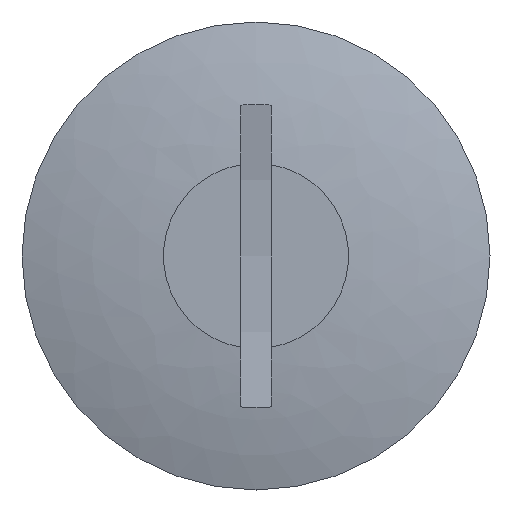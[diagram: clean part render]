
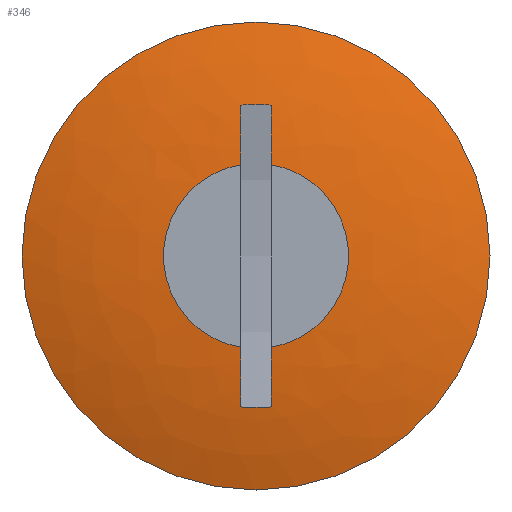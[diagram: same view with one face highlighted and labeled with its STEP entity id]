
A CAD part, left-side view. The second image highlights one B-rep face of the part: STEP entity #346.
In plain terms, the highlighted free-form (B-spline) face has degree [2, 2] with [3, 9] control points.
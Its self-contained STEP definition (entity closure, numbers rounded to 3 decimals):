
#28=(
BOUNDED_CURVE()
B_SPLINE_CURVE(2,(#1225,#1226,#1227),.UNSPECIFIED.,.F.,.F.)
B_SPLINE_CURVE_WITH_KNOTS((3,3),(1.267,1.4),
 .UNSPECIFIED.)
CURVE()
GEOMETRIC_REPRESENTATION_ITEM()
RATIONAL_B_SPLINE_CURVE((1.,0.996,0.997))
REPRESENTATION_ITEM('')
);
#29=(
BOUNDED_SURFACE()
B_SPLINE_SURFACE(2,2,((#1194,#1195,#1196,#1197,#1198,#1199,#1200,#1201,
#1202),(#1203,#1204,#1205,#1206,#1207,#1208,#1209,#1210,#1211),(#1212,#1213,
#1214,#1215,#1216,#1217,#1218,#1219,#1220)),.UNSPECIFIED.,.F.,.T.,.F.)
B_SPLINE_SURFACE_WITH_KNOTS((3,3),(3,2,2,2,3),(-1.493,-1.267),
(-3.142,-1.571,0.,1.571,3.142),
 .UNSPECIFIED.)
GEOMETRIC_REPRESENTATION_ITEM()
RATIONAL_B_SPLINE_SURFACE(((1.,0.707,1.,0.707,1.,
0.707,1.,0.707,1.),(0.994,0.703,
0.994,0.703,0.994,0.703,
0.994,0.703,0.994),(1.,0.707,
1.,0.707,1.,0.707,1.,0.707,1.)))
REPRESENTATION_ITEM('')
SURFACE()
);
#30=ELLIPSE('',#414,131.591,75.88);
#31=ELLIPSE('',#415,131.591,75.88);
#32=ELLIPSE('',#417,131.591,75.88);
#33=ELLIPSE('',#418,131.591,75.88);
#74=FACE_OUTER_BOUND('',#97,.T.);
#97=EDGE_LOOP('',(#282,#283,#284,#285,#286,#287,#288,#289,#290,#291,#292,
#293,#294,#295,#296,#297,#298,#299,#300,#301));
#120=LINE('',#1182,#127);
#121=LINE('',#1183,#128);
#123=LINE('',#1192,#130);
#124=LINE('',#1193,#131);
#127=VECTOR('',#495,10.);
#128=VECTOR('',#496,10.);
#130=VECTOR('',#504,10.);
#131=VECTOR('',#505,10.);
#132=CIRCLE('',#396,22.25);
#133=CIRCLE('',#397,22.25);
#135=CIRCLE('',#399,22.266);
#136=CIRCLE('',#400,22.266);
#143=CIRCLE('',#411,10.3);
#144=CIRCLE('',#412,10.3);
#145=CIRCLE('',#419,15.93);
#146=CIRCLE('',#420,15.93);
#147=CIRCLE('',#421,6.3);
#148=CIRCLE('',#422,6.3);
#158=VERTEX_POINT('',#565);
#159=VERTEX_POINT('',#566);
#160=VERTEX_POINT('',#568);
#161=VERTEX_POINT('',#570);
#162=VERTEX_POINT('',#572);
#163=VERTEX_POINT('',#574);
#164=VERTEX_POINT('',#576);
#174=VERTEX_POINT('',#1171);
#175=VERTEX_POINT('',#1175);
#176=VERTEX_POINT('',#1176);
#177=VERTEX_POINT('',#1178);
#178=VERTEX_POINT('',#1180);
#179=VERTEX_POINT('',#1185);
#180=VERTEX_POINT('',#1186);
#181=VERTEX_POINT('',#1188);
#182=VERTEX_POINT('',#1190);
#183=VERTEX_POINT('',#1221);
#184=VERTEX_POINT('',#1222);
#193=EDGE_CURVE('',#158,#159,#132,.T.);
#195=EDGE_CURVE('',#161,#160,#133,.T.);
#197=EDGE_CURVE('',#163,#162,#135,.T.);
#198=EDGE_CURVE('',#164,#163,#136,.T.);
#213=EDGE_CURVE('',#174,#158,#143,.T.);
#214=EDGE_CURVE('',#160,#174,#144,.T.);
#215=EDGE_CURVE('',#175,#176,#30,.T.);
#217=EDGE_CURVE('',#178,#177,#31,.T.);
#218=EDGE_CURVE('',#159,#178,#120,.T.);
#219=EDGE_CURVE('',#176,#164,#121,.T.);
#220=EDGE_CURVE('',#179,#180,#32,.T.);
#222=EDGE_CURVE('',#182,#181,#33,.T.);
#223=EDGE_CURVE('',#162,#182,#123,.T.);
#224=EDGE_CURVE('',#180,#161,#124,.T.);
#225=EDGE_CURVE('',#183,#184,#145,.T.);
#226=EDGE_CURVE('',#184,#183,#146,.T.);
#227=EDGE_CURVE('',#184,#174,#28,.T.);
#228=EDGE_CURVE('',#177,#175,#147,.T.);
#229=EDGE_CURVE('',#181,#179,#148,.T.);
#282=ORIENTED_EDGE('',*,*,#225,.F.);
#283=ORIENTED_EDGE('',*,*,#226,.F.);
#284=ORIENTED_EDGE('',*,*,#227,.T.);
#285=ORIENTED_EDGE('',*,*,#213,.T.);
#286=ORIENTED_EDGE('',*,*,#193,.T.);
#287=ORIENTED_EDGE('',*,*,#218,.T.);
#288=ORIENTED_EDGE('',*,*,#217,.T.);
#289=ORIENTED_EDGE('',*,*,#228,.T.);
#290=ORIENTED_EDGE('',*,*,#215,.T.);
#291=ORIENTED_EDGE('',*,*,#219,.T.);
#292=ORIENTED_EDGE('',*,*,#198,.T.);
#293=ORIENTED_EDGE('',*,*,#197,.T.);
#294=ORIENTED_EDGE('',*,*,#223,.T.);
#295=ORIENTED_EDGE('',*,*,#222,.T.);
#296=ORIENTED_EDGE('',*,*,#229,.T.);
#297=ORIENTED_EDGE('',*,*,#220,.T.);
#298=ORIENTED_EDGE('',*,*,#224,.T.);
#299=ORIENTED_EDGE('',*,*,#195,.T.);
#300=ORIENTED_EDGE('',*,*,#214,.T.);
#301=ORIENTED_EDGE('',*,*,#227,.F.);
#346=ADVANCED_FACE('',(#74),#29,.F.);
#396=AXIS2_PLACEMENT_3D('',#567,#453,#454);
#397=AXIS2_PLACEMENT_3D('',#571,#456,#457);
#399=AXIS2_PLACEMENT_3D('',#575,#460,#461);
#400=AXIS2_PLACEMENT_3D('',#577,#462,#463);
#411=AXIS2_PLACEMENT_3D('',#1172,#484,#485);
#412=AXIS2_PLACEMENT_3D('',#1173,#486,#487);
#414=AXIS2_PLACEMENT_3D('',#1177,#490,#491);
#415=AXIS2_PLACEMENT_3D('',#1181,#493,#494);
#417=AXIS2_PLACEMENT_3D('',#1187,#499,#500);
#418=AXIS2_PLACEMENT_3D('',#1191,#502,#503);
#419=AXIS2_PLACEMENT_3D('',#1223,#506,#507);
#420=AXIS2_PLACEMENT_3D('',#1224,#508,#509);
#421=AXIS2_PLACEMENT_3D('',#1228,#510,#511);
#422=AXIS2_PLACEMENT_3D('',#1229,#512,#513);
#453=DIRECTION('center_axis',(0.979,0.,0.204));
#454=DIRECTION('ref_axis',(-0.204,-0.047,0.978));
#456=DIRECTION('center_axis',(0.979,0.,0.204));
#457=DIRECTION('ref_axis',(-0.204,0.013,0.979));
#460=DIRECTION('center_axis',(0.979,0.,-0.204));
#461=DIRECTION('ref_axis',(-0.204,0.047,-0.978));
#462=DIRECTION('center_axis',(0.979,0.,-0.204));
#463=DIRECTION('ref_axis',(-0.204,0.,-0.979));
#484=DIRECTION('center_axis',(1.,0.,0.));
#485=DIRECTION('ref_axis',(0.,0.,-1.));
#486=DIRECTION('center_axis',(1.,0.,0.));
#487=DIRECTION('ref_axis',(0.,0.,-1.));
#490=DIRECTION('center_axis',(0.,-1.,0.));
#491=DIRECTION('ref_axis',(0.985,0.,0.17));
#493=DIRECTION('center_axis',(0.,-1.,0.));
#494=DIRECTION('ref_axis',(0.985,0.,-0.17));
#495=DIRECTION('',(-0.169,0.,-0.986));
#496=DIRECTION('',(0.169,0.,-0.986));
#499=DIRECTION('center_axis',(0.,1.,0.));
#500=DIRECTION('ref_axis',(0.985,0.,-0.17));
#502=DIRECTION('center_axis',(0.,1.,0.));
#503=DIRECTION('ref_axis',(0.985,0.,0.17));
#504=DIRECTION('',(-0.169,0.,0.986));
#505=DIRECTION('',(0.169,0.,0.986));
#506=DIRECTION('center_axis',(1.,0.,0.));
#507=DIRECTION('ref_axis',(0.,0.,-1.));
#508=DIRECTION('center_axis',(1.,0.,0.));
#509=DIRECTION('ref_axis',(0.,0.,-1.));
#510=DIRECTION('center_axis',(1.,0.,0.));
#511=DIRECTION('ref_axis',(0.,0.,-1.));
#512=DIRECTION('center_axis',(1.,0.,0.));
#513=DIRECTION('ref_axis',(0.,0.,-1.));
#565=CARTESIAN_POINT('',(-9.5,-0.291,10.296));
#566=CARTESIAN_POINT('',(-9.495,-1.05,10.274));
#567=CARTESIAN_POINT('Origin',(-4.966,-0.001,-11.485));
#568=CARTESIAN_POINT('',(-9.5,0.291,10.296));
#570=CARTESIAN_POINT('',(-9.495,1.05,10.274));
#571=CARTESIAN_POINT('Origin',(-4.966,0.001,-11.485));
#572=CARTESIAN_POINT('',(-9.495,1.05,-10.276));
#574=CARTESIAN_POINT('',(-9.5,0.,-10.3));
#575=CARTESIAN_POINT('Origin',(-4.959,0.,11.498));
#576=CARTESIAN_POINT('',(-9.495,-1.05,-10.276));
#577=CARTESIAN_POINT('Origin',(-4.959,0.,11.498));
#1171=CARTESIAN_POINT('',(-9.5,0.,10.3));
#1172=CARTESIAN_POINT('Origin',(-9.5,0.,0.));
#1173=CARTESIAN_POINT('Origin',(-9.5,0.,0.));
#1175=CARTESIAN_POINT('',(-10.,-1.05,-6.212));
#1176=CARTESIAN_POINT('',(-9.5,-1.05,-10.246));
#1177=CARTESIAN_POINT('Origin',(120.184,-1.05,12.076));
#1178=CARTESIAN_POINT('',(-10.,-1.05,6.212));
#1180=CARTESIAN_POINT('',(-9.5,-1.05,10.246));
#1181=CARTESIAN_POINT('Origin',(120.184,-1.05,-12.076));
#1182=CARTESIAN_POINT('',(-9.495,-1.05,10.274));
#1183=CARTESIAN_POINT('',(-9.5,-1.05,-10.246));
#1185=CARTESIAN_POINT('',(-10.,1.05,6.212));
#1186=CARTESIAN_POINT('',(-9.5,1.05,10.246));
#1187=CARTESIAN_POINT('Origin',(120.184,1.05,-12.076));
#1188=CARTESIAN_POINT('',(-10.,1.05,-6.212));
#1190=CARTESIAN_POINT('',(-9.5,1.05,-10.246));
#1191=CARTESIAN_POINT('Origin',(120.184,1.05,12.076));
#1192=CARTESIAN_POINT('',(-9.495,1.05,-10.276));
#1193=CARTESIAN_POINT('',(-9.5,1.05,10.246));
#1194=CARTESIAN_POINT('Ctrl Pts',(-10.,0.,6.3));
#1195=CARTESIAN_POINT('Ctrl Pts',(-10.,-6.3,6.3));
#1196=CARTESIAN_POINT('Ctrl Pts',(-10.,-6.3,0.));
#1197=CARTESIAN_POINT('Ctrl Pts',(-10.,-6.3,-6.3));
#1198=CARTESIAN_POINT('Ctrl Pts',(-10.,0.,-6.3));
#1199=CARTESIAN_POINT('Ctrl Pts',(-10.,6.3,-6.3));
#1200=CARTESIAN_POINT('Ctrl Pts',(-10.,6.3,0.));
#1201=CARTESIAN_POINT('Ctrl Pts',(-10.,6.3,6.3));
#1202=CARTESIAN_POINT('Ctrl Pts',(-10.,0.,6.3));
#1203=CARTESIAN_POINT('Ctrl Pts',(-9.615,0.,11.22));
#1204=CARTESIAN_POINT('Ctrl Pts',(-9.615,-11.22,11.22));
#1205=CARTESIAN_POINT('Ctrl Pts',(-9.615,-11.22,0.));
#1206=CARTESIAN_POINT('Ctrl Pts',(-9.615,-11.22,-11.22));
#1207=CARTESIAN_POINT('Ctrl Pts',(-9.615,0.,-11.22));
#1208=CARTESIAN_POINT('Ctrl Pts',(-9.615,11.22,-11.22));
#1209=CARTESIAN_POINT('Ctrl Pts',(-9.615,11.22,0.));
#1210=CARTESIAN_POINT('Ctrl Pts',(-9.615,11.22,11.22));
#1211=CARTESIAN_POINT('Ctrl Pts',(-9.615,0.,11.22));
#1212=CARTESIAN_POINT('Ctrl Pts',(-8.14,0.,15.93));
#1213=CARTESIAN_POINT('Ctrl Pts',(-8.14,-15.93,15.93));
#1214=CARTESIAN_POINT('Ctrl Pts',(-8.14,-15.93,0.));
#1215=CARTESIAN_POINT('Ctrl Pts',(-8.14,-15.93,-15.93));
#1216=CARTESIAN_POINT('Ctrl Pts',(-8.14,0.,-15.93));
#1217=CARTESIAN_POINT('Ctrl Pts',(-8.14,15.93,-15.93));
#1218=CARTESIAN_POINT('Ctrl Pts',(-8.14,15.93,0.));
#1219=CARTESIAN_POINT('Ctrl Pts',(-8.14,15.93,15.93));
#1220=CARTESIAN_POINT('Ctrl Pts',(-8.14,0.,15.93));
#1221=CARTESIAN_POINT('',(-8.14,15.93,0.));
#1222=CARTESIAN_POINT('',(-8.14,0.,15.93));
#1223=CARTESIAN_POINT('Origin',(-8.14,0.,0.));
#1224=CARTESIAN_POINT('Origin',(-8.14,0.,0.));
#1225=CARTESIAN_POINT('Ctrl Pts',(-8.14,0.,15.93));
#1226=CARTESIAN_POINT('Ctrl Pts',(-9.007,0.,13.16));
#1227=CARTESIAN_POINT('Ctrl Pts',(-9.5,0.,10.3));
#1228=CARTESIAN_POINT('Origin',(-10.,0.,0.));
#1229=CARTESIAN_POINT('Origin',(-10.,0.,0.));
